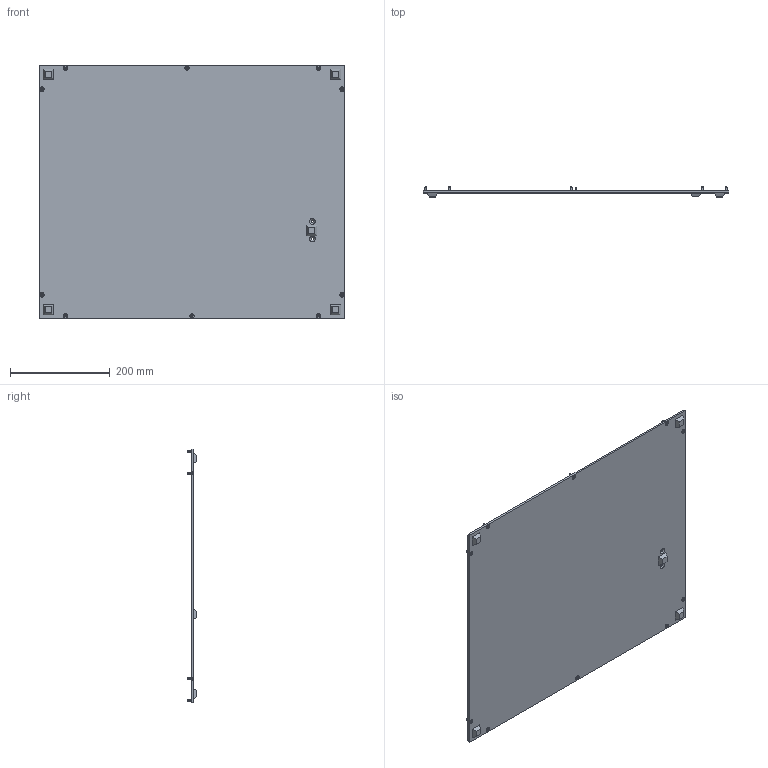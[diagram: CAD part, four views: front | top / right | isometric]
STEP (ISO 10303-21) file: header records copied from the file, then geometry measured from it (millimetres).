
FILE_DESCRIPTION (( 'STEP AP214' ), '1' );
FILE_NAME ('INGUN_114923.STEP', '2023-03-27T12:18:29', ( '' ), ( '' ), 'SwSTEP 2.0', 'SolidWorks 2021', '' );
FILE_SCHEMA (( 'AUTOMOTIVE_DESIGN' ));
Length unit declared in the file: millimetre
Products named in the file (4): DIN7991~n_M04,0x012; 114922~0; 2720~0; INGUN_114923
Assembly tree (16 placements, depth 2):
  INGUN_114923
    114922~0
    2720~0  x5
    DIN7991~n_M04,0x012  x10
Bounding box: 612 x 19.49 x 508 mm (x, y, z)
Volume: 1254916.6 mm3; surface area: 639440.5 mm2
Topology: 16 solids, 16 shells, 368 faces, 894 edges, 568 vertices
Faces by surface type: cylinder 238, plane 66, cone 64
Entity records: 3039 total; most frequent: DIRECTION 571, CARTESIAN_POINT 476, ORIENTED_EDGE 450, AXIS2_PLACEMENT_3D 235, EDGE_CURVE 225, VERTEX_POINT 140, CIRCLE 124, EDGE_LOOP 117
